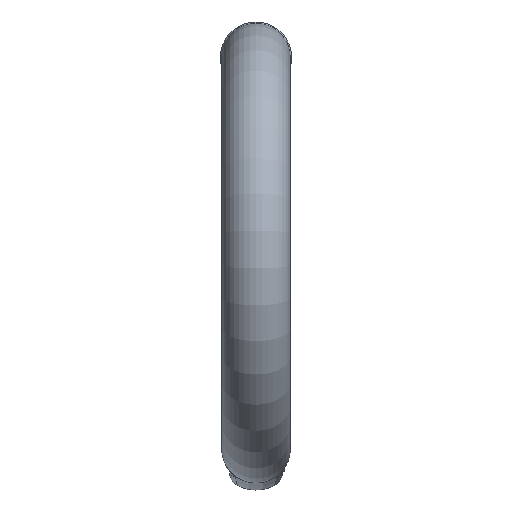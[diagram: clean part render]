
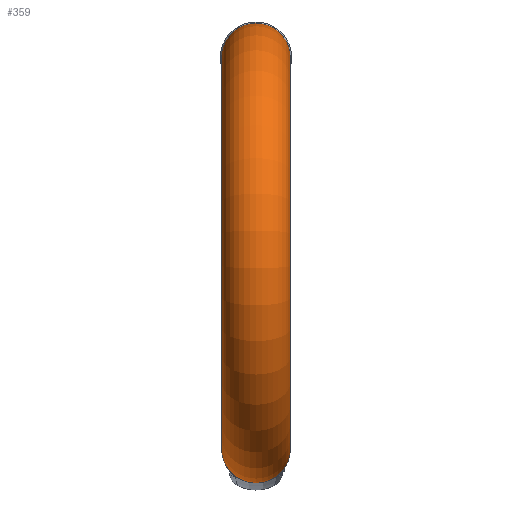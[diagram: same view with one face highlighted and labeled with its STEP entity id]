
A CAD part, top view. The second image highlights one B-rep face of the part: STEP entity #359.
In plain terms, the highlighted toroidal (fillet/blend) face has major radius 48.5 mm and minor radius 8.5 mm.
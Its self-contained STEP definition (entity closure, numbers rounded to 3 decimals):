
#88=TOROIDAL_SURFACE('',#3442,48.5,8.5);
#321=CIRCLE('',#3427,8.5);
#323=CIRCLE('',#3435,8.5);
#359=ADVANCED_FACE('',(#961,#962),#88,.T.);
#961=FACE_BOUND('',#1010,.T.);
#962=FACE_BOUND('',#1011,.T.);
#1010=EDGE_LOOP('',(#1399));
#1011=EDGE_LOOP('',(#1400));
#1399=ORIENTED_EDGE('',*,*,#2667,.T.);
#1400=ORIENTED_EDGE('',*,*,#2661,.F.);
#2331=VERTEX_POINT('',#6043);
#2333=VERTEX_POINT('',#6053);
#2661=EDGE_CURVE('',#2331,#2331,#321,.T.);
#2667=EDGE_CURVE('',#2333,#2333,#323,.T.);
#3427=AXIS2_PLACEMENT_3D('',#6042,#3656,#3657);
#3435=AXIS2_PLACEMENT_3D('',#6052,#3672,#3673);
#3442=AXIS2_PLACEMENT_3D('',#6063,#3686,#3687);
#3656=DIRECTION('',(0.,0.,-1.));
#3657=DIRECTION('',(0.,1.,0.));
#3672=DIRECTION('',(0.,0.,1.));
#3673=DIRECTION('',(0.,1.,0.));
#3686=DIRECTION('',(1.,0.,0.));
#3687=DIRECTION('',(0.,0.,-1.));
#6042=CARTESIAN_POINT('',(0.,-48.5,30.));
#6043=CARTESIAN_POINT('',(0.,-40.,30.));
#6052=CARTESIAN_POINT('',(0.,48.5,30.));
#6053=CARTESIAN_POINT('',(0.,57.,30.));
#6063=CARTESIAN_POINT('',(0.,0.,30.));
